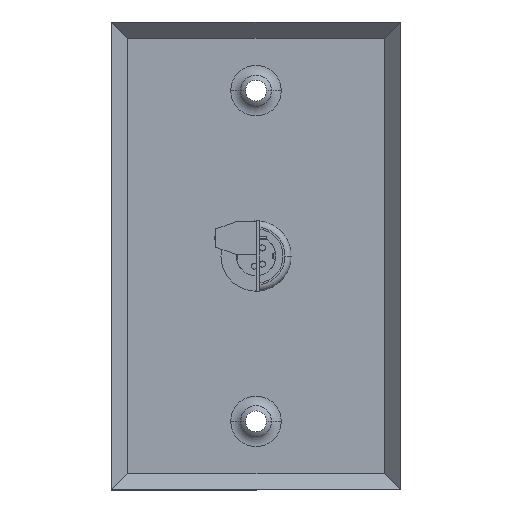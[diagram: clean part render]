
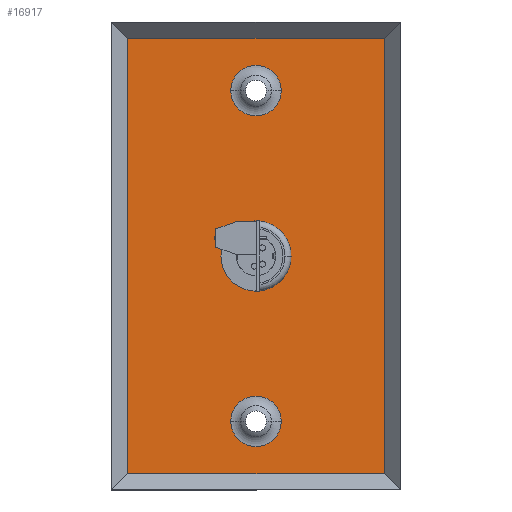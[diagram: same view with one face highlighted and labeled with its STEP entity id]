
A CAD part, front view. The second image highlights one B-rep face of the part: STEP entity #16917.
In plain terms, the highlighted planar face has unit normal (0, -1, 0).
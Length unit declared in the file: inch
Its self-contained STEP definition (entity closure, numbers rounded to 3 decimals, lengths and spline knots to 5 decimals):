
#5110 = VECTOR ( 'NONE', #5361, 39.37008 ) ;
#5361 = DIRECTION ( 'NONE',  ( 1., 0., 0. ) ) ;
#6007 = DIRECTION ( 'NONE',  ( -1., 0., 0. ) ) ;
#6008 = VECTOR ( 'NONE', #6007, 39.37008 ) ;
#6009 = CARTESIAN_POINT ( 'NONE',  ( -0.12826, 0., 0.2175 ) ) ;
#6010 = LINE ( 'NONE', #6009, #6008 ) ;
#6011 = CARTESIAN_POINT ( 'NONE',  ( -0.12826, 0., 0.2175 ) ) ;
#6012 = DIRECTION ( 'NONE',  ( 0., 0., -1. ) ) ;
#6013 = DIRECTION ( 'NONE',  ( 0., -1., 0. ) ) ;
#6014 = CARTESIAN_POINT ( 'NONE',  ( 0., 0., 0. ) ) ;
#6015 = AXIS2_PLACEMENT_3D ( 'NONE', #6014, #6013, #6012 ) ;
#6016 = CIRCLE ( 'NONE', #6015, 0.2525 ) ;
#6068 = DIRECTION ( 'NONE',  ( 0., 0., -1. ) ) ;
#6069 = VECTOR ( 'NONE', #6068, 39.37008 ) ;
#6070 = CARTESIAN_POINT ( 'NONE',  ( 2.125, 0., -1.25 ) ) ;
#6071 = LINE ( 'NONE', #6070, #6069 ) ;
#6135 = CARTESIAN_POINT ( 'NONE',  ( 2.125, 0., 1.25 ) ) ;
#6136 = LINE ( 'NONE', #6135, #5110 ) ;
#6138 = CARTESIAN_POINT ( 'NONE',  ( 2.125, 0., -1.25 ) ) ;
#6139 = CARTESIAN_POINT ( 'NONE',  ( 2.125, 0., 1.25 ) ) ;
#6182 = DIRECTION ( 'NONE',  ( 0., 0., 1. ) ) ;
#6183 = DIRECTION ( 'NONE',  ( 0., -1., 0. ) ) ;
#6184 = CARTESIAN_POINT ( 'NONE',  ( -1.61417, 0., 0. ) ) ;
#6185 = AXIS2_PLACEMENT_3D ( 'NONE', #6184, #6183, #6182 ) ;
#6186 = CIRCLE ( 'NONE', #6185, 0.24656 ) ;
#6187 = DIRECTION ( 'NONE',  ( -1., 0., 0. ) ) ;
#6188 = VECTOR ( 'NONE', #6187, 39.37008 ) ;
#6189 = CARTESIAN_POINT ( 'NONE',  ( 2.125, 0., -1.25 ) ) ;
#6190 = LINE ( 'NONE', #6189, #6188 ) ;
#6191 = CARTESIAN_POINT ( 'NONE',  ( -2.125, 0., -1.25 ) ) ;
#6192 = DIRECTION ( 'NONE',  ( 0., 0., 1. ) ) ;
#6193 = VECTOR ( 'NONE', #6192, 39.37008 ) ;
#6194 = CARTESIAN_POINT ( 'NONE',  ( -2.125, 0., -1.25 ) ) ;
#6195 = LINE ( 'NONE', #6194, #6193 ) ;
#6196 = CARTESIAN_POINT ( 'NONE',  ( -2.125, 0., 1.25 ) ) ;
#6244 = DIRECTION ( 'NONE',  ( 0., 0., -1. ) ) ;
#6245 = DIRECTION ( 'NONE',  ( 0., -1., 0. ) ) ;
#6246 = CARTESIAN_POINT ( 'NONE',  ( 0., 0., 0. ) ) ;
#6247 = AXIS2_PLACEMENT_3D ( 'NONE', #6246, #6245, #6244 ) ;
#6248 = CIRCLE ( 'NONE', #6247, 0.2525 ) ;
#6285 = CARTESIAN_POINT ( 'NONE',  ( 1.61417, 0., 0.24656 ) ) ;
#6286 = CARTESIAN_POINT ( 'NONE',  ( 1.61417, 0., -0.24656 ) ) ;
#6287 = DIRECTION ( 'NONE',  ( 0., 0., 1. ) ) ;
#6288 = DIRECTION ( 'NONE',  ( 0., 1., 0. ) ) ;
#6289 = CARTESIAN_POINT ( 'NONE',  ( 1.61417, 0., 0. ) ) ;
#6290 = AXIS2_PLACEMENT_3D ( 'NONE', #6289, #6288, #6287 ) ;
#6291 = CIRCLE ( 'NONE', #6290, 0.24656 ) ;
#6326 = CARTESIAN_POINT ( 'NONE',  ( 0.12826, 0., 0.2175 ) ) ;
#6327 = CARTESIAN_POINT ( 'NONE',  ( 0., 0., -0.2525 ) ) ;
#6402 = CARTESIAN_POINT ( 'NONE',  ( -1.61417, 0., -0.24656 ) ) ;
#6403 = CARTESIAN_POINT ( 'NONE',  ( -1.61417, 0., 0.24656 ) ) ;
#6404 = DIRECTION ( 'NONE',  ( 0., 0., 1. ) ) ;
#6405 = DIRECTION ( 'NONE',  ( 0., -1., 0. ) ) ;
#6406 = AXIS2_PLACEMENT_3D ( 'NONE', #6412, #6405, #6404 ) ;
#6407 = CIRCLE ( 'NONE', #6406, 0.24656 ) ;
#6412 = CARTESIAN_POINT ( 'NONE',  ( -1.61417, 0., 0. ) ) ;
#6484 = DIRECTION ( 'NONE',  ( 0., 0., 1. ) ) ;
#6485 = DIRECTION ( 'NONE',  ( 0., 1., 0. ) ) ;
#6486 = CARTESIAN_POINT ( 'NONE',  ( 1.61417, 0., 0. ) ) ;
#6487 = AXIS2_PLACEMENT_3D ( 'NONE', #6486, #6485, #6484 ) ;
#6488 = CIRCLE ( 'NONE', #6487, 0.24656 ) ;
#6522 = DIRECTION ( 'NONE',  ( 0., 0., -1. ) ) ;
#6523 = DIRECTION ( 'NONE',  ( 0., -1., 0. ) ) ;
#6524 = CARTESIAN_POINT ( 'NONE',  ( 2.125, 0., 1.25 ) ) ;
#6525 = AXIS2_PLACEMENT_3D ( 'NONE', #6524, #6523, #6522 ) ;
#6526 = PLANE ( 'NONE',  #6525 ) ;
#6527 = FACE_BOUND ( 'NONE', #16381, .T. ) ;
#6528 = FACE_BOUND ( 'NONE', #16372, .T. ) ;
#6529 = FACE_OUTER_BOUND ( 'NONE', #16278, .T. ) ;
#6530 = FACE_BOUND ( 'NONE', #16697, .T. ) ;
#11411 = ORIENTED_EDGE ( 'NONE', *, *, #16432, .T. ) ;
#16271 = ORIENTED_EDGE ( 'NONE', *, *, #16272, .F. ) ;
#16272 = EDGE_CURVE ( 'NONE', #16274, #16539, #6016, .T. ) ;
#16274 = VERTEX_POINT ( 'NONE', #6011 ) ;
#16275 = ORIENTED_EDGE ( 'NONE', *, *, #16276, .F. ) ;
#16276 = EDGE_CURVE ( 'NONE', #16541, #16274, #6010, .T. ) ;
#16277 = ORIENTED_EDGE ( 'NONE', *, *, #16411, .F. ) ;
#16278 = EDGE_LOOP ( 'NONE', ( #16279, #16364, #16367, #16370 ) ) ;
#16279 = ORIENTED_EDGE ( 'NONE', *, *, #16280, .F. ) ;
#16280 = EDGE_CURVE ( 'NONE', #16361, #16363, #6071, .T. ) ;
#16361 = VERTEX_POINT ( 'NONE', #6139 ) ;
#16363 = VERTEX_POINT ( 'NONE', #6138 ) ;
#16364 = ORIENTED_EDGE ( 'NONE', *, *, #16365, .F. ) ;
#16365 = EDGE_CURVE ( 'NONE', #16366, #16361, #6136, .T. ) ;
#16366 = VERTEX_POINT ( 'NONE', #6196 ) ;
#16367 = ORIENTED_EDGE ( 'NONE', *, *, #16368, .F. ) ;
#16368 = EDGE_CURVE ( 'NONE', #16369, #16366, #6195, .T. ) ;
#16369 = VERTEX_POINT ( 'NONE', #6191 ) ;
#16370 = ORIENTED_EDGE ( 'NONE', *, *, #16371, .F. ) ;
#16371 = EDGE_CURVE ( 'NONE', #16363, #16369, #6190, .T. ) ;
#16372 = EDGE_LOOP ( 'NONE', ( #16375, #16377 ) ) ;
#16375 = ORIENTED_EDGE ( 'NONE', *, *, #16589, .F. ) ;
#16377 = ORIENTED_EDGE ( 'NONE', *, *, #16379, .F. ) ;
#16379 = EDGE_CURVE ( 'NONE', #16593, #16591, #6186, .T. ) ;
#16381 = EDGE_LOOP ( 'NONE', ( #16777, #11411 ) ) ;
#16411 = EDGE_CURVE ( 'NONE', #16539, #16541, #6248, .T. ) ;
#16432 = EDGE_CURVE ( 'NONE', #16434, #16435, #6291, .T. ) ;
#16434 = VERTEX_POINT ( 'NONE', #6286 ) ;
#16435 = VERTEX_POINT ( 'NONE', #6285 ) ;
#16539 = VERTEX_POINT ( 'NONE', #6327 ) ;
#16541 = VERTEX_POINT ( 'NONE', #6326 ) ;
#16589 = EDGE_CURVE ( 'NONE', #16591, #16593, #6407, .T. ) ;
#16591 = VERTEX_POINT ( 'NONE', #6403 ) ;
#16593 = VERTEX_POINT ( 'NONE', #6402 ) ;
#16697 = EDGE_LOOP ( 'NONE', ( #16271, #16275, #16277 ) ) ;
#16777 = ORIENTED_EDGE ( 'NONE', *, *, #16901, .T. ) ;
#16901 = EDGE_CURVE ( 'NONE', #16435, #16434, #6488, .T. ) ;
#16917 = ADVANCED_FACE ( 'NONE', ( #6530, #6529, #6528, #6527 ), #6526, .T. ) ;
